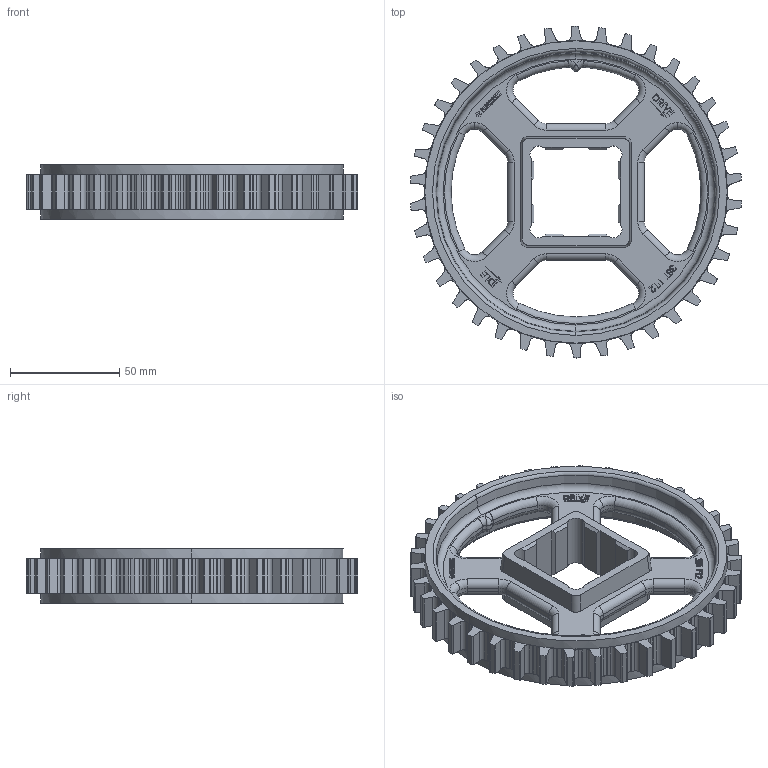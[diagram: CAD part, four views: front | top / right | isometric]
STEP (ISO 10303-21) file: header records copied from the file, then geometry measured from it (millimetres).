
FILE_DESCRIPTION (( 'STEP AP214' ), '1' );
FILE_NAME ('F12_Z38_C38,1.STEP', '2024-02-15T07:01:34', ( '' ), ( '' ), 'SwSTEP 2.0', 'SolidWorks 2023', '' );
FILE_SCHEMA (( 'AUTOMOTIVE_DESIGN' ));
Length unit declared in the file: millimetre
Products named in the file (1): F12_Z38_C38,1
Bounding box: 151.54 x 151.82 x 25 mm (x, y, z)
Volume: 138429.5 mm3; surface area: 52111.9 mm2
Topology: 1 solids, 1 shells, 1030 faces, 2779 edges, 1792 vertices
Faces by surface type: plane 536, cylinder 297, bspline 132, torus 61, cone 4
Entity records: 36151 total; most frequent: CARTESIAN_POINT 10536, ORIENTED_EDGE 5554, DIRECTION 5116, EDGE_CURVE 2777, VERTEX_POINT 1792, AXIS2_PLACEMENT_3D 1736, VECTOR 1644, LINE 1644
